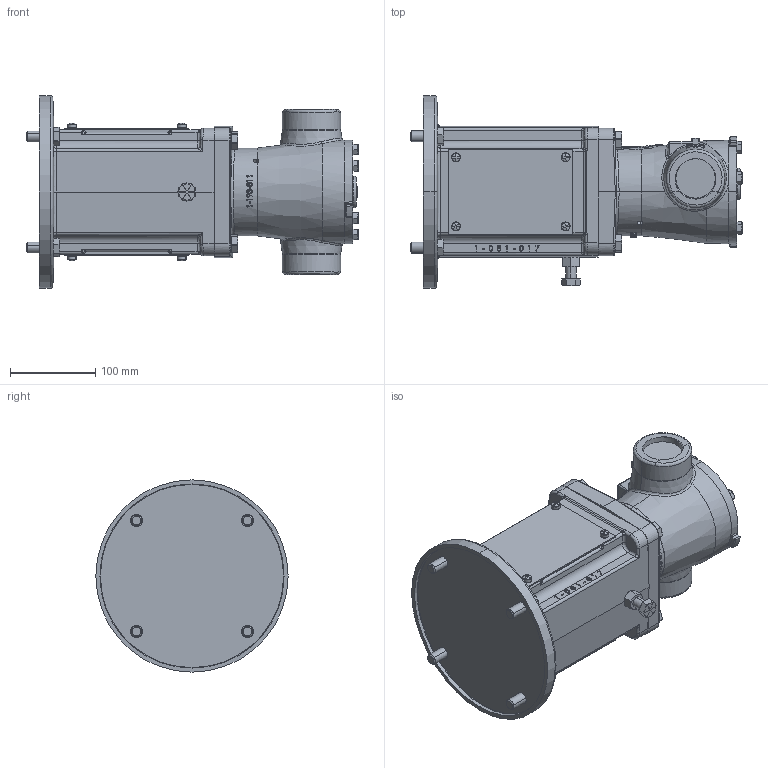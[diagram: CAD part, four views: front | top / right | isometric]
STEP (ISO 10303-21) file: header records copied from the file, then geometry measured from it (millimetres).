
FILE_DESCRIPTION (( 'STEP AP214' ), '1' );
FILE_NAME ('H495-M_(213-215TC).STEP', '2017-03-01T13:18:42', ( '' ), ( '' ), 'SwSTEP 2.0', 'SolidWorks 2016', '' );
FILE_SCHEMA (( 'AUTOMOTIVE_DESIGN' ));
Length unit declared in the file: inch
Products named in the file (2): H495-M_(213-215TC)
Bounding box: 389.32 x 225.55 x 225.55 mm (x, y, z)
Volume: 6510534.7 mm3; surface area: 337543.4 mm2
Topology: 1 solids, 2 shells, 1556 faces, 3791 edges, 2263 vertices
Faces by surface type: plane 473, bspline 417, cylinder 360, cone 146, sphere 89, torus 71
Entity records: 89218 total; most frequent: CARTESIAN_POINT 42467, ORIENTED_EDGE 7434, DIRECTION 5618, EDGE_CURVE 3717, VERTEX_POINT 2262, AXIS2_PLACEMENT_3D 2191, EDGE_LOOP 1655, ADVANCED_FACE 1556
